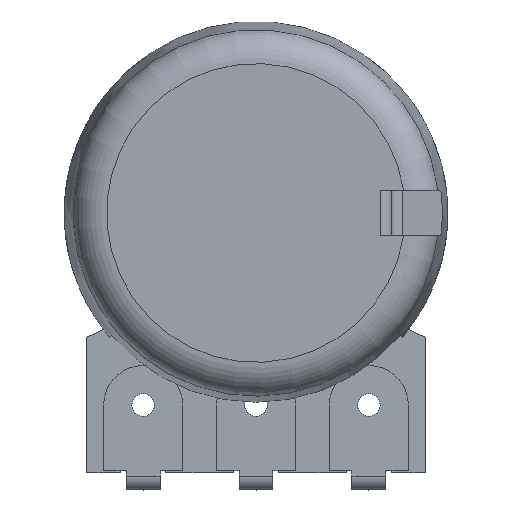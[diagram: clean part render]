
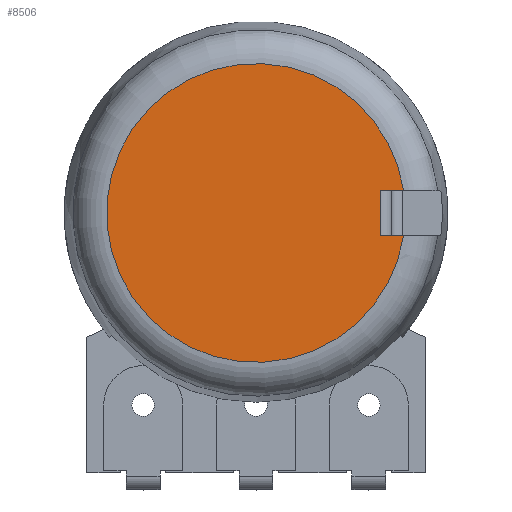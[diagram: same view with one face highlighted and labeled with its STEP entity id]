
A CAD part, top view. The second image highlights one B-rep face of the part: STEP entity #8506.
In plain terms, the highlighted planar face has unit normal (0, 0, 1).
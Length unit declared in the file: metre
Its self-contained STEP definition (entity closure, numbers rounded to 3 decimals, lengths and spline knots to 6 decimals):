
#490=CIRCLE('',#9118,0.00662);
#847=ORIENTED_EDGE('',*,*,#3445,.T.);
#848=ORIENTED_EDGE('',*,*,#3446,.T.);
#849=ORIENTED_EDGE('',*,*,#3441,.T.);
#850=ORIENTED_EDGE('',*,*,#3437,.F.);
#3437=EDGE_CURVE('',#4735,#4736,#5577,.T.);
#3441=EDGE_CURVE('',#4737,#4736,#490,.F.);
#3445=EDGE_CURVE('',#4735,#4738,#5581,.T.);
#3446=EDGE_CURVE('',#4738,#4737,#5582,.T.);
#4735=VERTEX_POINT('',#12273);
#4736=VERTEX_POINT('',#12275);
#4737=VERTEX_POINT('',#12289);
#4738=VERTEX_POINT('',#12300);
#5577=LINE('',#12274,#6335);
#5581=LINE('',#12299,#6339);
#5582=LINE('',#12301,#6340);
#6335=VECTOR('',#9938,1.);
#6339=VECTOR('',#9950,1.);
#6340=VECTOR('',#9951,1.);
#7091=EDGE_LOOP('',(#847,#848,#849,#850));
#7648=FACE_BOUND('',#7091,.T.);
#8200=PLANE('',#9120);
#8506=ADVANCED_FACE('',(#7648),#8200,.F.);
#9118=AXIS2_PLACEMENT_3D('',#12288,#9942,#9943);
#9120=AXIS2_PLACEMENT_3D('',#12298,#9948,#9949);
#9938=DIRECTION('',(1.,0.,0.));
#9942=DIRECTION('',(0.,0.,-1.));
#9943=DIRECTION('',(0.,-1.,0.));
#9948=DIRECTION('',(0.,0.,-1.));
#9949=DIRECTION('',(0.,-1.,0.));
#9950=DIRECTION('',(0.,1.,0.));
#9951=DIRECTION('',(1.,0.,0.));
#12273=CARTESIAN_POINT('',(0.0005,0.011,0.0095));
#12274=CARTESIAN_POINT('',(0.00225,0.011,0.0095));
#12275=CARTESIAN_POINT('',(0.001544,0.011,0.0095));
#12288=CARTESIAN_POINT('',(-0.005,0.012,0.0095));
#12289=CARTESIAN_POINT('',(0.001544,0.013,0.0095));
#12298=CARTESIAN_POINT('',(-0.005,0.016,0.0095));
#12299=CARTESIAN_POINT('',(0.0005,0.013,0.0095));
#12300=CARTESIAN_POINT('',(0.0005,0.013,0.0095));
#12301=CARTESIAN_POINT('',(0.00225,0.013,0.0095));
